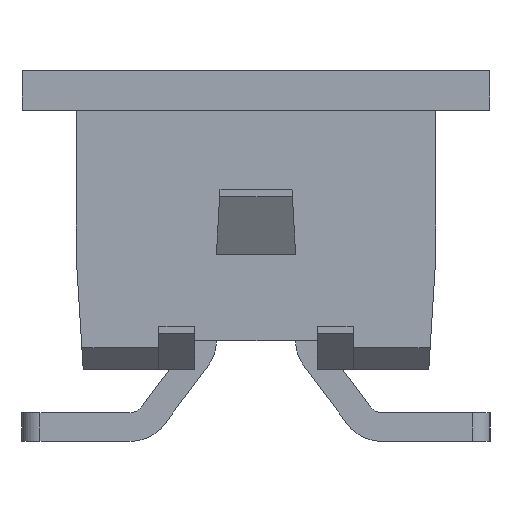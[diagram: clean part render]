
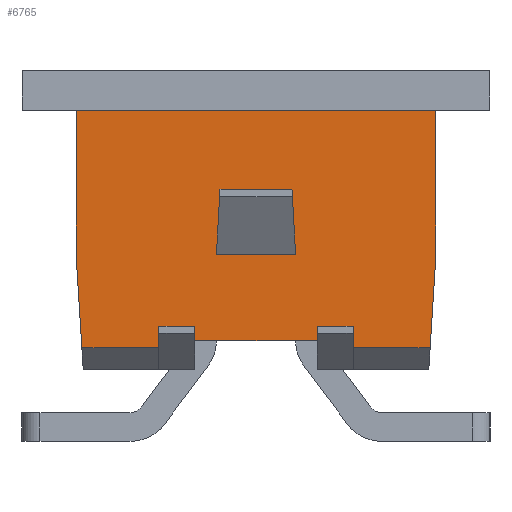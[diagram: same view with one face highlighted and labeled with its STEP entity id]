
A CAD part, left-side view. The second image highlights one B-rep face of the part: STEP entity #6765.
In plain terms, the highlighted planar face has unit normal (-1, 0, 0).
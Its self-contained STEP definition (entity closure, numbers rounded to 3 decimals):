
#511=ORIENTED_EDGE('',*,*,#2403,.T.);
#512=ORIENTED_EDGE('',*,*,#2383,.T.);
#513=ORIENTED_EDGE('',*,*,#2404,.F.);
#514=ORIENTED_EDGE('',*,*,#2391,.F.);
#515=ORIENTED_EDGE('',*,*,#2405,.T.);
#516=ORIENTED_EDGE('',*,*,#2406,.T.);
#517=ORIENTED_EDGE('',*,*,#2407,.F.);
#518=ORIENTED_EDGE('',*,*,#2408,.T.);
#519=ORIENTED_EDGE('',*,*,#2409,.F.);
#520=ORIENTED_EDGE('',*,*,#2410,.F.);
#521=ORIENTED_EDGE('',*,*,#2411,.T.);
#522=ORIENTED_EDGE('',*,*,#2412,.T.);
#523=ORIENTED_EDGE('',*,*,#2413,.F.);
#524=ORIENTED_EDGE('',*,*,#2414,.F.);
#525=ORIENTED_EDGE('',*,*,#2415,.F.);
#526=ORIENTED_EDGE('',*,*,#2416,.T.);
#527=ORIENTED_EDGE('',*,*,#2417,.T.);
#528=ORIENTED_EDGE('',*,*,#2418,.T.);
#2383=EDGE_CURVE('',#3311,#3312,#3995,.T.);
#2391=EDGE_CURVE('',#3317,#3318,#4003,.T.);
#2403=EDGE_CURVE('',#3317,#3311,#4015,.T.);
#2404=EDGE_CURVE('',#3318,#3312,#4016,.T.);
#2405=EDGE_CURVE('',#3327,#3328,#4017,.T.);
#2406=EDGE_CURVE('',#3328,#3329,#4018,.T.);
#2407=EDGE_CURVE('',#3330,#3329,#4019,.T.);
#2408=EDGE_CURVE('',#3330,#3331,#4020,.T.);
#2409=EDGE_CURVE('',#3332,#3331,#4021,.T.);
#2410=EDGE_CURVE('',#3333,#3332,#4022,.T.);
#2411=EDGE_CURVE('',#3333,#3334,#4023,.T.);
#2412=EDGE_CURVE('',#3334,#3335,#4024,.T.);
#2413=EDGE_CURVE('',#3336,#3335,#4025,.T.);
#2414=EDGE_CURVE('',#3337,#3336,#4026,.T.);
#2415=EDGE_CURVE('',#3338,#3337,#4027,.T.);
#2416=EDGE_CURVE('',#3338,#3339,#4028,.T.);
#2417=EDGE_CURVE('',#3339,#3340,#4029,.T.);
#2418=EDGE_CURVE('',#3340,#3327,#4030,.T.);
#3311=VERTEX_POINT('',#9753);
#3312=VERTEX_POINT('',#9754);
#3317=VERTEX_POINT('',#9768);
#3318=VERTEX_POINT('',#9770);
#3327=VERTEX_POINT('',#9797);
#3328=VERTEX_POINT('',#9798);
#3329=VERTEX_POINT('',#9800);
#3330=VERTEX_POINT('',#9802);
#3331=VERTEX_POINT('',#9804);
#3332=VERTEX_POINT('',#9806);
#3333=VERTEX_POINT('',#9808);
#3334=VERTEX_POINT('',#9810);
#3335=VERTEX_POINT('',#9812);
#3336=VERTEX_POINT('',#9814);
#3337=VERTEX_POINT('',#9816);
#3338=VERTEX_POINT('',#9818);
#3339=VERTEX_POINT('',#9820);
#3340=VERTEX_POINT('',#9822);
#3995=LINE('',#9752,#4937);
#4003=LINE('',#9769,#4945);
#4015=LINE('',#9794,#4957);
#4016=LINE('',#9795,#4958);
#4017=LINE('',#9796,#4959);
#4018=LINE('',#9799,#4960);
#4019=LINE('',#9801,#4961);
#4020=LINE('',#9803,#4962);
#4021=LINE('',#9805,#4963);
#4022=LINE('',#9807,#4964);
#4023=LINE('',#9809,#4965);
#4024=LINE('',#9811,#4966);
#4025=LINE('',#9813,#4967);
#4026=LINE('',#9815,#4968);
#4027=LINE('',#9817,#4969);
#4028=LINE('',#9819,#4970);
#4029=LINE('',#9821,#4971);
#4030=LINE('',#9823,#4972);
#4937=VECTOR('',#7880,1000.);
#4945=VECTOR('',#7892,1000.);
#4957=VECTOR('',#7912,1000.);
#4958=VECTOR('',#7913,1000.);
#4959=VECTOR('',#7914,1000.);
#4960=VECTOR('',#7915,1000.);
#4961=VECTOR('',#7916,1000.);
#4962=VECTOR('',#7917,1000.);
#4963=VECTOR('',#7918,1000.);
#4964=VECTOR('',#7919,1000.);
#4965=VECTOR('',#7920,1000.);
#4966=VECTOR('',#7921,1000.);
#4967=VECTOR('',#7922,1000.);
#4968=VECTOR('',#7923,1000.);
#4969=VECTOR('',#7924,1000.);
#4970=VECTOR('',#7925,1000.);
#4971=VECTOR('',#7926,1000.);
#4972=VECTOR('',#7927,1000.);
#5685=EDGE_LOOP('',(#511,#512,#513,#514));
#5686=EDGE_LOOP('',(#515,#516,#517,#518,#519,#520,#521,#522,#523,#524,#525,
#526,#527,#528));
#6065=FACE_BOUND('',#5685,.T.);
#6066=FACE_BOUND('',#5686,.T.);
#6445=PLANE('',#7137);
#6765=ADVANCED_FACE('',(#6065,#6066),#6445,.F.);
#7137=AXIS2_PLACEMENT_3D('',#9793,#7910,#7911);
#7880=DIRECTION('',(0.,1.,0.));
#7892=DIRECTION('',(0.,1.,0.));
#7910=DIRECTION('',(1.,0.,0.));
#7911=DIRECTION('',(0.,0.,-1.));
#7912=DIRECTION('',(0.,-0.055,-0.998));
#7913=DIRECTION('',(0.,0.055,-0.998));
#7914=DIRECTION('',(0.,0.,1.));
#7915=DIRECTION('',(0.,-1.,0.));
#7916=DIRECTION('',(0.,0.,1.));
#7917=DIRECTION('',(0.,-1.,0.));
#7918=DIRECTION('',(0.,0.,-1.));
#7919=DIRECTION('',(0.,1.,0.));
#7920=DIRECTION('',(0.,0.,-1.));
#7921=DIRECTION('',(0.,-1.,0.));
#7922=DIRECTION('',(0.,0.062,-0.998));
#7923=DIRECTION('',(0.,0.,-1.));
#7924=DIRECTION('',(0.,-1.,0.));
#7925=DIRECTION('',(0.,0.,-1.));
#7926=DIRECTION('',(0.,-0.062,-0.998));
#7927=DIRECTION('',(0.,-1.,0.));
#9752=CARTESIAN_POINT('',(-14.985,-0.55,1.6));
#9753=CARTESIAN_POINT('',(-14.985,-0.55,1.6));
#9754=CARTESIAN_POINT('',(-14.985,0.55,1.6));
#9768=CARTESIAN_POINT('',(-14.985,-0.5,2.5));
#9769=CARTESIAN_POINT('',(-14.985,-0.55,2.5));
#9770=CARTESIAN_POINT('',(-14.985,0.5,2.5));
#9793=CARTESIAN_POINT('',(-14.985,2.5,3.6));
#9794=CARTESIAN_POINT('',(-14.985,-0.5,2.5));
#9795=CARTESIAN_POINT('',(-14.985,0.5,2.5));
#9796=CARTESIAN_POINT('',(-14.985,1.35,0.3));
#9797=CARTESIAN_POINT('',(-14.985,1.35,0.3));
#9798=CARTESIAN_POINT('',(-14.985,1.35,0.6));
#9799=CARTESIAN_POINT('',(-14.985,1.35,0.6));
#9800=CARTESIAN_POINT('',(-14.985,0.85,0.6));
#9801=CARTESIAN_POINT('',(-14.985,0.85,0.3));
#9802=CARTESIAN_POINT('',(-14.985,0.85,0.4));
#9803=CARTESIAN_POINT('',(-14.985,2.5,0.4));
#9804=CARTESIAN_POINT('',(-14.985,-0.85,0.4));
#9805=CARTESIAN_POINT('',(-14.985,-0.85,0.6));
#9806=CARTESIAN_POINT('',(-14.985,-0.85,0.6));
#9807=CARTESIAN_POINT('',(-14.985,-1.35,0.6));
#9808=CARTESIAN_POINT('',(-14.985,-1.35,0.6));
#9809=CARTESIAN_POINT('',(-14.985,-1.35,0.6));
#9810=CARTESIAN_POINT('',(-14.985,-1.35,0.3));
#9811=CARTESIAN_POINT('',(-14.985,2.5,0.3));
#9812=CARTESIAN_POINT('',(-14.985,-2.419,0.3));
#9813=CARTESIAN_POINT('',(-14.985,-2.605,3.281));
#9814=CARTESIAN_POINT('',(-14.985,-2.5,1.6));
#9815=CARTESIAN_POINT('',(-14.985,-2.5,3.6));
#9816=CARTESIAN_POINT('',(-14.985,-2.5,3.6));
#9817=CARTESIAN_POINT('',(-14.985,2.5,3.6));
#9818=CARTESIAN_POINT('',(-14.985,2.5,3.6));
#9819=CARTESIAN_POINT('',(-14.985,2.5,3.6));
#9820=CARTESIAN_POINT('',(-14.985,2.5,1.6));
#9821=CARTESIAN_POINT('',(-14.985,2.625,3.592));
#9822=CARTESIAN_POINT('',(-14.985,2.419,0.3));
#9823=CARTESIAN_POINT('',(-14.985,2.5,0.3));
